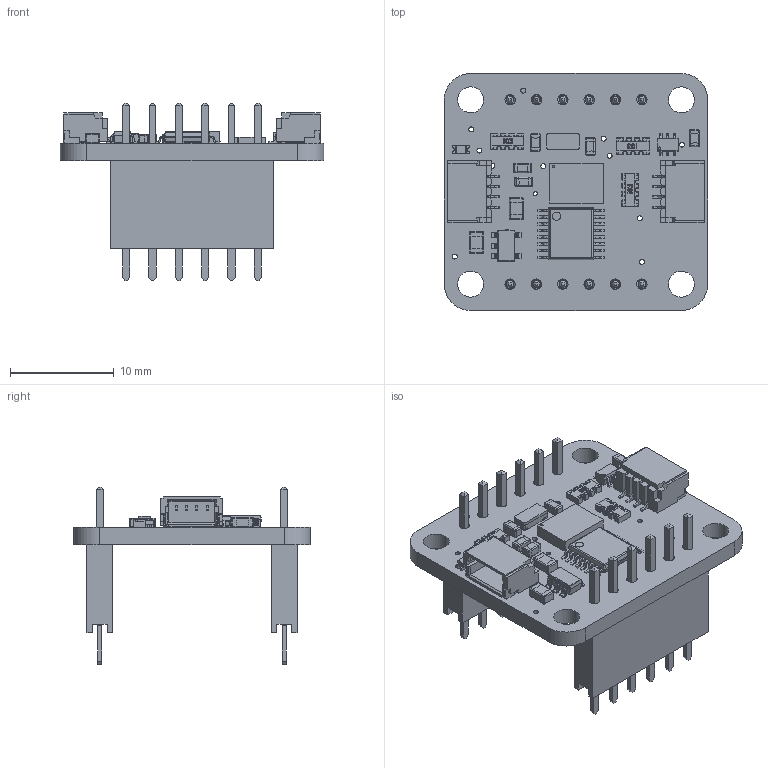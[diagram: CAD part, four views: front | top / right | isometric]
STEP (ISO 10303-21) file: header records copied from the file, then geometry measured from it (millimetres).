
FILE_DESCRIPTION(('CATIA V5 STEP'),'2;1');
FILE_NAME('Adafruit BNO085.stp','2023-10-07T21:46:47+00:00',('none'),('none'),'CATIA Version 5 Release 17 (IN-10)','CATIA V5 STEP AP214','none');
FILE_SCHEMA(('AUTOMOTIVE_DESIGN { 1 0 10303 214 1 1 1 1 }'));
Products named in the file (20): Adafruit BNO085 STEMMA QT; Printed Circuit Board; BNO085-9axis-IMU; CD74HC4050PW; BODY-TSSOP; LEAD-TSSOP; Crystal_XTAL3215_32.768KHz; SOT23-5; BSS138PS; LED 0603 single color; CAPC-0805-T0.95-BN; CAPC-0603-T0.9-BN; YC164_RESPACK; qwicc; 6130xx11121; 61300611121; 6130xx11121_PIN; Assem1; 6130xx11821_PIN; 61300611821
Assembly tree (54 placements, depth 3):
  Adafruit BNO085 STEMMA QT
    Printed Circuit Board
    BNO085-9axis-IMU
    CD74HC4050PW
      BODY-TSSOP
      LEAD-TSSOP  x16
    Crystal_XTAL3215_32.768KHz
    SOT23-5
    BSS138PS
    LED 0603 single color
    CAPC-0805-T0.95-BN  x2
    CAPC-0603-T0.9-BN  x5
    YC164_RESPACK  x3
    qwicc  x2
    6130xx11121  x2
      61300611121
      6130xx11121_PIN
    Assem1  x2
      6130xx11821_PIN
      61300611821
Bounding box: 25.4 x 22.86 x 17.14 mm (x, y, z)
Volume: 1715.7 mm3; surface area: 4133.7 mm2
Topology: 121 solids, 121 shells, 3096 faces, 8146 edges, 5274 vertices
Faces by surface type: plane 2055, cylinder 668, bspline 285, sphere 64, extrusion 24
Entity records: 57565 total; most frequent: CARTESIAN_POINT 19631, ORIENTED_EDGE 8138, DIRECTION 5754, EDGE_CURVE 4069, VECTOR 2701, LINE 2699, VERTEX_POINT 2682, EDGE_LOOP 1703
